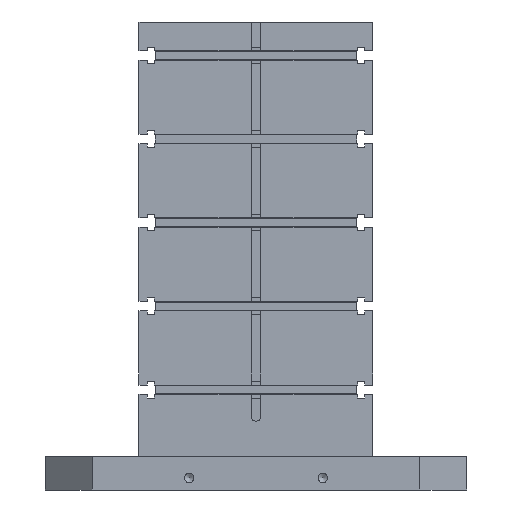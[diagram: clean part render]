
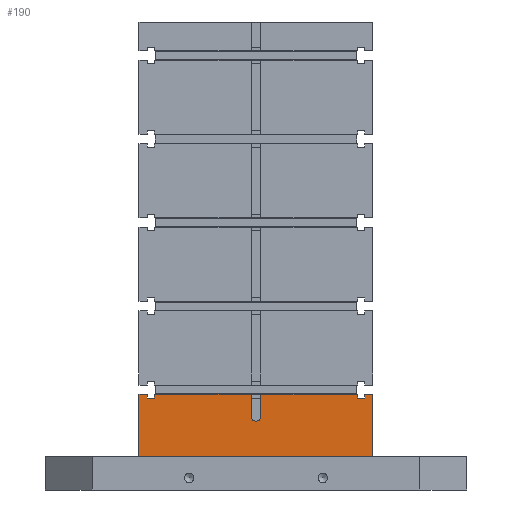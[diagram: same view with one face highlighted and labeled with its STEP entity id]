
A CAD part, front view. The second image highlights one B-rep face of the part: STEP entity #190.
In plain terms, the highlighted planar face has unit normal (0, -1, 0).
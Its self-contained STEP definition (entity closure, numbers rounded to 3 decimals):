
#190 = ADVANCED_FACE( '', ( #1397 ), #1398, .F. );
#1397 = FACE_OUTER_BOUND( '', #3654, .T. );
#1398 = PLANE( '', #3655 );
#3654 = EDGE_LOOP( '', ( #6795, #6796, #6797, #6798, #6799, #6800, #6801, #6802, #6803, #6804, #6805, #6806, #6807, #6808, #6809, #6810 ) );
#3655 = AXIS2_PLACEMENT_3D( '', #6811, #6812, #6813 );
#6795 = ORIENTED_EDGE( '', *, *, #15066, .F. );
#6796 = ORIENTED_EDGE( '', *, *, #15067, .F. );
#6797 = ORIENTED_EDGE( '', *, *, #15068, .T. );
#6798 = ORIENTED_EDGE( '', *, *, #15069, .T. );
#6799 = ORIENTED_EDGE( '', *, *, #15070, .T. );
#6800 = ORIENTED_EDGE( '', *, *, #15071, .T. );
#6801 = ORIENTED_EDGE( '', *, *, #15072, .T. );
#6802 = ORIENTED_EDGE( '', *, *, #15073, .T. );
#6803 = ORIENTED_EDGE( '', *, *, #15074, .T. );
#6804 = ORIENTED_EDGE( '', *, *, #15030, .F. );
#6805 = ORIENTED_EDGE( '', *, *, #15075, .T. );
#6806 = ORIENTED_EDGE( '', *, *, #15076, .F. );
#6807 = ORIENTED_EDGE( '', *, *, #15077, .F. );
#6808 = ORIENTED_EDGE( '', *, *, #15078, .F. );
#6809 = ORIENTED_EDGE( '', *, *, #15079, .T. );
#6810 = ORIENTED_EDGE( '', *, *, #15080, .F. );
#6811 = CARTESIAN_POINT( '', ( -175., -175., 700. ) );
#6812 = DIRECTION( '', ( 0., 1., 0. ) );
#6813 = DIRECTION( '', ( 0., 0., 1. ) );
#15030 = EDGE_CURVE( '', #18298, #18300, #18301, .T. );
#15066 = EDGE_CURVE( '', #18370, #18371, #18372, .T. );
#15067 = EDGE_CURVE( '', #18373, #18370, #18374, .T. );
#15068 = EDGE_CURVE( '', #18373, #18375, #18376, .T. );
#15069 = EDGE_CURVE( '', #18375, #18377, #18378, .T. );
#15070 = EDGE_CURVE( '', #18377, #18379, #18380, .T. );
#15071 = EDGE_CURVE( '', #18379, #18381, #18382, .T. );
#15072 = EDGE_CURVE( '', #18381, #18383, #18384, .T. );
#15073 = EDGE_CURVE( '', #18383, #18385, #18386, .T. );
#15074 = EDGE_CURVE( '', #18385, #18300, #18387, .T. );
#15075 = EDGE_CURVE( '', #18298, #18388, #18389, .T. );
#15076 = EDGE_CURVE( '', #18390, #18388, #18391, .T. );
#15077 = EDGE_CURVE( '', #18392, #18390, #18393, .T. );
#15078 = EDGE_CURVE( '', #18394, #18392, #18395, .T. );
#15079 = EDGE_CURVE( '', #18394, #18396, #18397, .T. );
#15080 = EDGE_CURVE( '', #18371, #18396, #18398, .T. );
#18298 = VERTEX_POINT( '', #23882 );
#18300 = VERTEX_POINT( '', #23885 );
#18301 = LINE( '', #23886, #23887 );
#18370 = VERTEX_POINT( '', #23990 );
#18371 = VERTEX_POINT( '', #23991 );
#18372 = CIRCLE( '', #23992, 7. );
#18373 = VERTEX_POINT( '', #23993 );
#18374 = LINE( '', #23994, #23995 );
#18375 = VERTEX_POINT( '', #23996 );
#18376 = LINE( '', #23997, #23998 );
#18377 = VERTEX_POINT( '', #23999 );
#18378 = LINE( '', #24000, #24001 );
#18379 = VERTEX_POINT( '', #24002 );
#18380 = LINE( '', #24003, #24004 );
#18381 = VERTEX_POINT( '', #24005 );
#18382 = LINE( '', #24006, #24007 );
#18383 = VERTEX_POINT( '', #24008 );
#18384 = LINE( '', #24009, #24010 );
#18385 = VERTEX_POINT( '', #24011 );
#18386 = LINE( '', #24012, #24013 );
#18387 = LINE( '', #24014, #24015 );
#18388 = VERTEX_POINT( '', #24016 );
#18389 = LINE( '', #24017, #24018 );
#18390 = VERTEX_POINT( '', #24019 );
#18391 = LINE( '', #24020, #24021 );
#18392 = VERTEX_POINT( '', #24022 );
#18393 = LINE( '', #24023, #24024 );
#18394 = VERTEX_POINT( '', #24025 );
#18395 = LINE( '', #24026, #24027 );
#18396 = VERTEX_POINT( '', #24028 );
#18397 = LINE( '', #24029, #24030 );
#18398 = LINE( '', #24031, #24032 );
#23882 = CARTESIAN_POINT( '', ( 175., -175., 143. ) );
#23885 = CARTESIAN_POINT( '', ( 175., -175., 50. ) );
#23886 = CARTESIAN_POINT( '', ( 175., -175., 700. ) );
#23887 = VECTOR( '', #30204, 1000. );
#23990 = CARTESIAN_POINT( '', ( -7., -175., 110. ) );
#23991 = CARTESIAN_POINT( '', ( 7., -175., 110. ) );
#23992 = AXIS2_PLACEMENT_3D( '', #30242, #30243, #30244 );
#23993 = CARTESIAN_POINT( '', ( -7., -175., 143. ) );
#23994 = CARTESIAN_POINT( '', ( -7., -175., 700. ) );
#23995 = VECTOR( '', #30245, 1000. );
#23996 = CARTESIAN_POINT( '', ( -152., -175., 143. ) );
#23997 = CARTESIAN_POINT( '', ( 175., -175., 143. ) );
#23998 = VECTOR( '', #30246, 1000. );
#23999 = CARTESIAN_POINT( '', ( -152., -175., 137.5 ) );
#24000 = CARTESIAN_POINT( '', ( -152., -175., 143. ) );
#24001 = VECTOR( '', #30247, 1000. );
#24002 = CARTESIAN_POINT( '', ( -163., -175., 137.5 ) );
#24003 = CARTESIAN_POINT( '', ( -152., -175., 137.5 ) );
#24004 = VECTOR( '', #30248, 1000. );
#24005 = CARTESIAN_POINT( '', ( -163., -175., 143. ) );
#24006 = CARTESIAN_POINT( '', ( -163., -175., 137.5 ) );
#24007 = VECTOR( '', #30249, 1000. );
#24008 = CARTESIAN_POINT( '', ( -175., -175., 143. ) );
#24009 = CARTESIAN_POINT( '', ( 175., -175., 143. ) );
#24010 = VECTOR( '', #30250, 1000. );
#24011 = CARTESIAN_POINT( '', ( -175., -175., 50. ) );
#24012 = CARTESIAN_POINT( '', ( -175., -175., 700. ) );
#24013 = VECTOR( '', #30251, 1000. );
#24014 = CARTESIAN_POINT( '', ( -315., -175., 50. ) );
#24015 = VECTOR( '', #30252, 1000. );
#24016 = CARTESIAN_POINT( '', ( 163., -175., 143. ) );
#24017 = CARTESIAN_POINT( '', ( 175., -175., 143. ) );
#24018 = VECTOR( '', #30253, 1000. );
#24019 = CARTESIAN_POINT( '', ( 163., -175., 137.5 ) );
#24020 = CARTESIAN_POINT( '', ( 163., -175., 137.5 ) );
#24021 = VECTOR( '', #30254, 1000. );
#24022 = CARTESIAN_POINT( '', ( 152., -175., 137.5 ) );
#24023 = CARTESIAN_POINT( '', ( 152., -175., 137.5 ) );
#24024 = VECTOR( '', #30255, 1000. );
#24025 = CARTESIAN_POINT( '', ( 152., -175., 143. ) );
#24026 = CARTESIAN_POINT( '', ( 152., -175., 143. ) );
#24027 = VECTOR( '', #30256, 1000. );
#24028 = CARTESIAN_POINT( '', ( 7., -175., 143. ) );
#24029 = CARTESIAN_POINT( '', ( 175., -175., 143. ) );
#24030 = VECTOR( '', #30257, 1000. );
#24031 = CARTESIAN_POINT( '', ( 7., -175., 700. ) );
#24032 = VECTOR( '', #30258, 1000. );
#30204 = DIRECTION( '', ( 0., 0., -1. ) );
#30242 = CARTESIAN_POINT( '', ( 0., -175., 110. ) );
#30243 = DIRECTION( '', ( 0., -1., 0. ) );
#30244 = DIRECTION( '', ( -1., 0., 0. ) );
#30245 = DIRECTION( '', ( 0., 0., -1. ) );
#30246 = DIRECTION( '', ( -1., 0., 0. ) );
#30247 = DIRECTION( '', ( 0., 0., -1. ) );
#30248 = DIRECTION( '', ( -1., 0., 0. ) );
#30249 = DIRECTION( '', ( 0., 0., 1. ) );
#30250 = DIRECTION( '', ( -1., 0., 0. ) );
#30251 = DIRECTION( '', ( 0., 0., -1. ) );
#30252 = DIRECTION( '', ( 1., 0., 0. ) );
#30253 = DIRECTION( '', ( -1., 0., 0. ) );
#30254 = DIRECTION( '', ( 0., 0., 1. ) );
#30255 = DIRECTION( '', ( 1., 0., 0. ) );
#30256 = DIRECTION( '', ( 0., 0., -1. ) );
#30257 = DIRECTION( '', ( -1., 0., 0. ) );
#30258 = DIRECTION( '', ( 0., 0., 1. ) );
